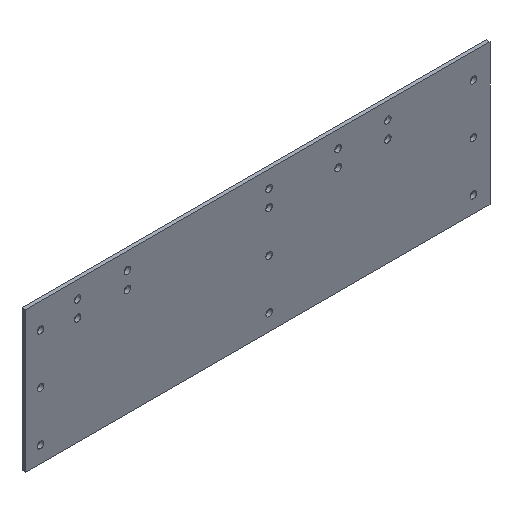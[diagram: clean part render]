
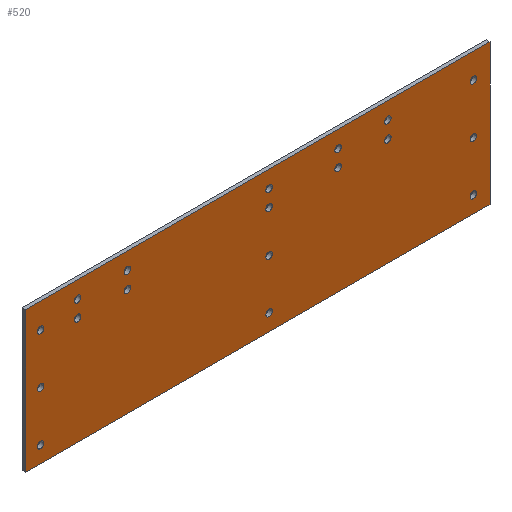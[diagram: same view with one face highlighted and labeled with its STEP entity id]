
A CAD part, isometric view. The second image highlights one B-rep face of the part: STEP entity #520.
In plain terms, the highlighted planar face has unit normal (0, -1, 0).
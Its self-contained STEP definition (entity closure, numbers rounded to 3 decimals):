
#33=FACE_BOUND('',#123,.T.);
#34=FACE_BOUND('',#124,.T.);
#35=FACE_BOUND('',#125,.T.);
#36=FACE_BOUND('',#126,.T.);
#37=FACE_BOUND('',#127,.T.);
#38=FACE_BOUND('',#128,.T.);
#39=FACE_BOUND('',#129,.T.);
#40=FACE_BOUND('',#130,.T.);
#41=FACE_BOUND('',#131,.T.);
#42=FACE_BOUND('',#132,.T.);
#43=FACE_BOUND('',#133,.T.);
#44=FACE_BOUND('',#134,.T.);
#45=FACE_BOUND('',#135,.T.);
#46=FACE_BOUND('',#136,.T.);
#47=FACE_BOUND('',#137,.T.);
#48=FACE_BOUND('',#138,.T.);
#49=FACE_BOUND('',#139,.T.);
#50=FACE_BOUND('',#140,.T.);
#56=PLANE('',#594);
#80=FACE_OUTER_BOUND('',#122,.T.);
#122=EDGE_LOOP('',(#457,#458,#459,#460));
#123=EDGE_LOOP('',(#461));
#124=EDGE_LOOP('',(#462));
#125=EDGE_LOOP('',(#463));
#126=EDGE_LOOP('',(#464));
#127=EDGE_LOOP('',(#465));
#128=EDGE_LOOP('',(#466));
#129=EDGE_LOOP('',(#467));
#130=EDGE_LOOP('',(#468));
#131=EDGE_LOOP('',(#469));
#132=EDGE_LOOP('',(#470));
#133=EDGE_LOOP('',(#471));
#134=EDGE_LOOP('',(#472));
#135=EDGE_LOOP('',(#473));
#136=EDGE_LOOP('',(#474));
#137=EDGE_LOOP('',(#475));
#138=EDGE_LOOP('',(#476));
#139=EDGE_LOOP('',(#477));
#140=EDGE_LOOP('',(#478));
#144=LINE('',#765,#174);
#163=LINE('',#867,#193);
#166=LINE('',#873,#196);
#169=LINE('',#878,#199);
#174=VECTOR('',#614,10.);
#193=VECTOR('',#731,10.);
#196=VECTOR('',#736,10.);
#199=VECTOR('',#741,10.);
#202=CIRCLE('',#537,2.5);
#204=CIRCLE('',#540,2.5);
#206=CIRCLE('',#544,2.5);
#208=CIRCLE('',#547,2.5);
#210=CIRCLE('',#550,2.5);
#212=CIRCLE('',#553,2.5);
#214=CIRCLE('',#556,2.5);
#216=CIRCLE('',#559,2.5);
#218=CIRCLE('',#562,2.5);
#220=CIRCLE('',#565,2.5);
#222=CIRCLE('',#568,2.5);
#224=CIRCLE('',#571,2.5);
#226=CIRCLE('',#574,2.5);
#228=CIRCLE('',#577,2.5);
#230=CIRCLE('',#580,2.5);
#232=CIRCLE('',#583,2.5);
#234=CIRCLE('',#586,2.5);
#236=CIRCLE('',#589,2.5);
#238=VERTEX_POINT('',#751);
#240=VERTEX_POINT('',#757);
#241=VERTEX_POINT('',#761);
#243=VERTEX_POINT('',#764);
#246=VERTEX_POINT('',#772);
#248=VERTEX_POINT('',#778);
#250=VERTEX_POINT('',#784);
#252=VERTEX_POINT('',#790);
#254=VERTEX_POINT('',#796);
#256=VERTEX_POINT('',#802);
#258=VERTEX_POINT('',#808);
#260=VERTEX_POINT('',#814);
#262=VERTEX_POINT('',#820);
#264=VERTEX_POINT('',#826);
#266=VERTEX_POINT('',#832);
#268=VERTEX_POINT('',#838);
#270=VERTEX_POINT('',#844);
#272=VERTEX_POINT('',#850);
#274=VERTEX_POINT('',#856);
#276=VERTEX_POINT('',#862);
#277=VERTEX_POINT('',#866);
#279=VERTEX_POINT('',#872);
#283=EDGE_CURVE('',#238,#238,#202,.T.);
#286=EDGE_CURVE('',#240,#240,#204,.T.);
#288=EDGE_CURVE('',#243,#241,#144,.T.);
#293=EDGE_CURVE('',#246,#246,#206,.T.);
#296=EDGE_CURVE('',#248,#248,#208,.T.);
#299=EDGE_CURVE('',#250,#250,#210,.T.);
#302=EDGE_CURVE('',#252,#252,#212,.T.);
#305=EDGE_CURVE('',#254,#254,#214,.T.);
#308=EDGE_CURVE('',#256,#256,#216,.T.);
#311=EDGE_CURVE('',#258,#258,#218,.T.);
#314=EDGE_CURVE('',#260,#260,#220,.T.);
#317=EDGE_CURVE('',#262,#262,#222,.T.);
#320=EDGE_CURVE('',#264,#264,#224,.T.);
#323=EDGE_CURVE('',#266,#266,#226,.T.);
#326=EDGE_CURVE('',#268,#268,#228,.T.);
#329=EDGE_CURVE('',#270,#270,#230,.T.);
#332=EDGE_CURVE('',#272,#272,#232,.T.);
#335=EDGE_CURVE('',#274,#274,#234,.T.);
#338=EDGE_CURVE('',#276,#276,#236,.T.);
#339=EDGE_CURVE('',#277,#241,#163,.T.);
#342=EDGE_CURVE('',#243,#279,#166,.T.);
#345=EDGE_CURVE('',#277,#279,#169,.T.);
#457=ORIENTED_EDGE('',*,*,#345,.T.);
#458=ORIENTED_EDGE('',*,*,#342,.F.);
#459=ORIENTED_EDGE('',*,*,#288,.T.);
#460=ORIENTED_EDGE('',*,*,#339,.F.);
#461=ORIENTED_EDGE('',*,*,#283,.T.);
#462=ORIENTED_EDGE('',*,*,#286,.T.);
#463=ORIENTED_EDGE('',*,*,#293,.T.);
#464=ORIENTED_EDGE('',*,*,#296,.T.);
#465=ORIENTED_EDGE('',*,*,#299,.T.);
#466=ORIENTED_EDGE('',*,*,#302,.T.);
#467=ORIENTED_EDGE('',*,*,#305,.F.);
#468=ORIENTED_EDGE('',*,*,#308,.F.);
#469=ORIENTED_EDGE('',*,*,#311,.F.);
#470=ORIENTED_EDGE('',*,*,#314,.F.);
#471=ORIENTED_EDGE('',*,*,#317,.F.);
#472=ORIENTED_EDGE('',*,*,#320,.F.);
#473=ORIENTED_EDGE('',*,*,#323,.F.);
#474=ORIENTED_EDGE('',*,*,#326,.F.);
#475=ORIENTED_EDGE('',*,*,#329,.F.);
#476=ORIENTED_EDGE('',*,*,#338,.T.);
#477=ORIENTED_EDGE('',*,*,#335,.T.);
#478=ORIENTED_EDGE('',*,*,#332,.T.);
#520=ADVANCED_FACE('',(#80,#33,#34,#35,#36,#37,#38,#39,#40,#41,#42,#43,
#44,#45,#46,#47,#48,#49,#50),#56,.T.);
#537=AXIS2_PLACEMENT_3D('',#753,#602,#603);
#540=AXIS2_PLACEMENT_3D('',#759,#609,#610);
#544=AXIS2_PLACEMENT_3D('',#774,#622,#623);
#547=AXIS2_PLACEMENT_3D('',#780,#629,#630);
#550=AXIS2_PLACEMENT_3D('',#786,#636,#637);
#553=AXIS2_PLACEMENT_3D('',#792,#643,#644);
#556=AXIS2_PLACEMENT_3D('',#798,#650,#651);
#559=AXIS2_PLACEMENT_3D('',#804,#657,#658);
#562=AXIS2_PLACEMENT_3D('',#810,#664,#665);
#565=AXIS2_PLACEMENT_3D('',#816,#671,#672);
#568=AXIS2_PLACEMENT_3D('',#822,#678,#679);
#571=AXIS2_PLACEMENT_3D('',#828,#685,#686);
#574=AXIS2_PLACEMENT_3D('',#834,#692,#693);
#577=AXIS2_PLACEMENT_3D('',#840,#699,#700);
#580=AXIS2_PLACEMENT_3D('',#846,#706,#707);
#583=AXIS2_PLACEMENT_3D('',#852,#713,#714);
#586=AXIS2_PLACEMENT_3D('',#858,#720,#721);
#589=AXIS2_PLACEMENT_3D('',#864,#727,#728);
#594=AXIS2_PLACEMENT_3D('',#881,#745,#746);
#602=DIRECTION('center_axis',(0.,1.,0.));
#603=DIRECTION('ref_axis',(-1.,0.,0.));
#609=DIRECTION('center_axis',(0.,1.,0.));
#610=DIRECTION('ref_axis',(-1.,0.,0.));
#614=DIRECTION('',(-1.,0.,0.));
#622=DIRECTION('center_axis',(0.,1.,0.));
#623=DIRECTION('ref_axis',(-1.,0.,0.));
#629=DIRECTION('center_axis',(0.,1.,0.));
#630=DIRECTION('ref_axis',(-1.,0.,0.));
#636=DIRECTION('center_axis',(0.,1.,0.));
#637=DIRECTION('ref_axis',(-1.,0.,0.));
#643=DIRECTION('center_axis',(0.,1.,0.));
#644=DIRECTION('ref_axis',(-1.,0.,0.));
#650=DIRECTION('center_axis',(0.,-1.,0.));
#651=DIRECTION('ref_axis',(1.,0.,0.));
#657=DIRECTION('center_axis',(0.,-1.,0.));
#658=DIRECTION('ref_axis',(1.,0.,0.));
#664=DIRECTION('center_axis',(0.,-1.,0.));
#665=DIRECTION('ref_axis',(1.,0.,0.));
#671=DIRECTION('center_axis',(0.,-1.,0.));
#672=DIRECTION('ref_axis',(1.,0.,0.));
#678=DIRECTION('center_axis',(0.,-1.,0.));
#679=DIRECTION('ref_axis',(1.,0.,0.));
#685=DIRECTION('center_axis',(0.,-1.,0.));
#686=DIRECTION('ref_axis',(1.,0.,0.));
#692=DIRECTION('center_axis',(0.,-1.,0.));
#693=DIRECTION('ref_axis',(1.,0.,0.));
#699=DIRECTION('center_axis',(0.,-1.,0.));
#700=DIRECTION('ref_axis',(1.,0.,0.));
#706=DIRECTION('center_axis',(0.,-1.,0.));
#707=DIRECTION('ref_axis',(1.,0.,0.));
#713=DIRECTION('center_axis',(0.,1.,0.));
#714=DIRECTION('ref_axis',(1.,0.,0.));
#720=DIRECTION('center_axis',(0.,1.,0.));
#721=DIRECTION('ref_axis',(1.,0.,0.));
#727=DIRECTION('center_axis',(0.,1.,0.));
#728=DIRECTION('ref_axis',(1.,0.,0.));
#731=DIRECTION('',(0.,0.,1.));
#736=DIRECTION('',(0.,0.,-1.));
#741=DIRECTION('',(1.,0.,0.));
#745=DIRECTION('center_axis',(0.,-1.,0.));
#746=DIRECTION('ref_axis',(1.,0.,0.));
#751=CARTESIAN_POINT('',(2.5,120.65,-79.55));
#753=CARTESIAN_POINT('Origin',(0.,120.65,-79.55));
#757=CARTESIAN_POINT('',(2.5,120.65,-92.25));
#759=CARTESIAN_POINT('Origin',(0.,120.65,-92.25));
#761=CARTESIAN_POINT('',(-186.334,120.65,-66.85));
#764=CARTESIAN_POINT('',(169.266,120.65,-66.85));
#765=CARTESIAN_POINT('',(-97.434,120.65,-66.85));
#772=CARTESIAN_POINT('',(55.386,120.65,-92.25));
#774=CARTESIAN_POINT('Origin',(52.886,120.65,-92.25));
#778=CARTESIAN_POINT('',(93.486,120.65,-79.55));
#780=CARTESIAN_POINT('Origin',(90.986,120.65,-79.55));
#784=CARTESIAN_POINT('',(55.386,120.65,-79.55));
#786=CARTESIAN_POINT('Origin',(52.886,120.65,-79.55));
#790=CARTESIAN_POINT('',(93.486,120.65,-92.25));
#792=CARTESIAN_POINT('Origin',(90.986,120.65,-92.25));
#796=CARTESIAN_POINT('',(154.066,120.65,-162.1));
#798=CARTESIAN_POINT('Origin',(156.566,120.65,-162.1));
#802=CARTESIAN_POINT('',(-149.134,120.65,-92.25));
#804=CARTESIAN_POINT('Origin',(-146.634,120.65,-92.25));
#808=CARTESIAN_POINT('',(-177.658,120.65,-124.));
#810=CARTESIAN_POINT('Origin',(-175.158,120.65,-124.));
#814=CARTESIAN_POINT('',(-149.134,120.65,-79.55));
#816=CARTESIAN_POINT('Origin',(-146.634,120.65,-79.55));
#820=CARTESIAN_POINT('',(154.066,120.65,-85.9));
#822=CARTESIAN_POINT('Origin',(156.566,120.65,-85.9));
#826=CARTESIAN_POINT('',(-111.034,120.65,-92.25));
#828=CARTESIAN_POINT('Origin',(-108.534,120.65,-92.25));
#832=CARTESIAN_POINT('',(-177.658,120.65,-85.9));
#834=CARTESIAN_POINT('Origin',(-175.158,120.65,-85.9));
#838=CARTESIAN_POINT('',(-111.034,120.65,-79.55));
#840=CARTESIAN_POINT('Origin',(-108.534,120.65,-79.55));
#844=CARTESIAN_POINT('',(154.066,120.65,-124.));
#846=CARTESIAN_POINT('Origin',(156.566,120.65,-124.));
#850=CARTESIAN_POINT('',(-177.658,120.65,-162.1));
#852=CARTESIAN_POINT('Origin',(-175.158,120.65,-162.1));
#856=CARTESIAN_POINT('',(-2.5,120.65,-124.));
#858=CARTESIAN_POINT('Origin',(0.,120.65,-124.));
#862=CARTESIAN_POINT('',(-2.5,120.65,-162.1));
#864=CARTESIAN_POINT('Origin',(0.,120.65,-162.1));
#866=CARTESIAN_POINT('',(-186.334,120.65,-174.8));
#867=CARTESIAN_POINT('',(-186.334,120.65,-174.8));
#872=CARTESIAN_POINT('',(169.266,120.65,-174.8));
#873=CARTESIAN_POINT('',(169.266,120.65,-73.2));
#878=CARTESIAN_POINT('',(0.,120.65,-174.8));
#881=CARTESIAN_POINT('Origin',(-8.534,120.65,-124.));
